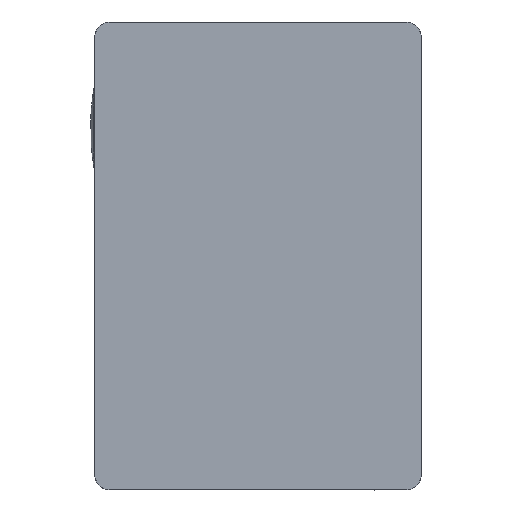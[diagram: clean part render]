
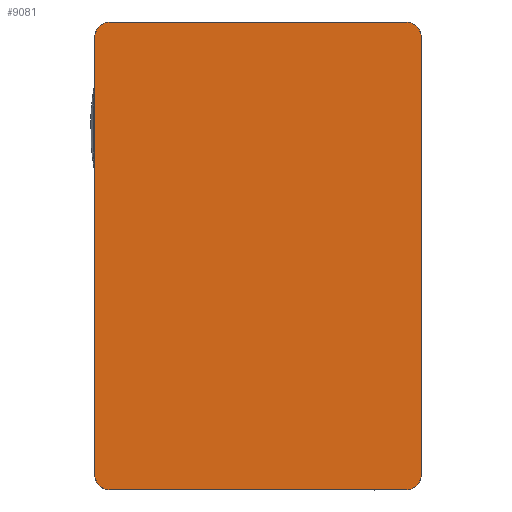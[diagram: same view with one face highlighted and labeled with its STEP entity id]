
A CAD part, front view. The second image highlights one B-rep face of the part: STEP entity #9081.
In plain terms, the highlighted planar face has unit normal (0, -1, 0).
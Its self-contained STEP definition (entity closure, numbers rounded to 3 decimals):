
#775=PLANE('',#9804);
#1407=FACE_OUTER_BOUND('',#1976,.T.);
#1976=EDGE_LOOP('',(#7007,#7008,#7009,#7010,#7011,#7012,#7013,#7014));
#2480=LINE('',#13526,#3165);
#2485=LINE('',#13534,#3170);
#2583=LINE('',#14612,#3268);
#2661=LINE('',#14986,#3346);
#3165=VECTOR('',#10325,1000.);
#3170=VECTOR('',#10332,1000.);
#3268=VECTOR('',#10506,1000.);
#3346=VECTOR('',#10872,1000.);
#3843=CIRCLE('',#9582,2.);
#3846=CIRCLE('',#9586,2.);
#3849=CIRCLE('',#9590,2.);
#3852=CIRCLE('',#9594,2.);
#4112=VERTEX_POINT('',#13336);
#4113=VERTEX_POINT('',#13338);
#4118=VERTEX_POINT('',#13358);
#4119=VERTEX_POINT('',#13360);
#4124=VERTEX_POINT('',#13380);
#4125=VERTEX_POINT('',#13382);
#4130=VERTEX_POINT('',#13402);
#4131=VERTEX_POINT('',#13404);
#4995=EDGE_CURVE('',#4113,#4112,#3843,.T.);
#5001=EDGE_CURVE('',#4119,#4118,#3846,.T.);
#5007=EDGE_CURVE('',#4125,#4124,#3849,.T.);
#5013=EDGE_CURVE('',#4131,#4130,#3852,.T.);
#5073=EDGE_CURVE('',#4125,#4130,#2480,.T.);
#5078=EDGE_CURVE('',#4112,#4131,#2485,.T.);
#5267=EDGE_CURVE('',#4118,#4113,#2583,.T.);
#5415=EDGE_CURVE('',#4119,#4124,#2661,.T.);
#7007=ORIENTED_EDGE('',*,*,#5415,.F.);
#7008=ORIENTED_EDGE('',*,*,#5001,.T.);
#7009=ORIENTED_EDGE('',*,*,#5267,.T.);
#7010=ORIENTED_EDGE('',*,*,#4995,.T.);
#7011=ORIENTED_EDGE('',*,*,#5078,.T.);
#7012=ORIENTED_EDGE('',*,*,#5013,.T.);
#7013=ORIENTED_EDGE('',*,*,#5073,.F.);
#7014=ORIENTED_EDGE('',*,*,#5007,.T.);
#9081=ADVANCED_FACE('',(#1407),#775,.F.);
#9582=AXIS2_PLACEMENT_3D('',#13339,#10203,#10204);
#9586=AXIS2_PLACEMENT_3D('',#13361,#10213,#10214);
#9590=AXIS2_PLACEMENT_3D('',#13383,#10223,#10224);
#9594=AXIS2_PLACEMENT_3D('',#13405,#10233,#10234);
#9804=AXIS2_PLACEMENT_3D('',#14985,#10870,#10871);
#10203=DIRECTION('center_axis',(0.,-1.,0.));
#10204=DIRECTION('ref_axis',(0.,0.,1.));
#10213=DIRECTION('center_axis',(0.,-1.,0.));
#10214=DIRECTION('ref_axis',(0.,0.,1.));
#10223=DIRECTION('center_axis',(0.,-1.,0.));
#10224=DIRECTION('ref_axis',(0.,0.,1.));
#10233=DIRECTION('center_axis',(0.,-1.,0.));
#10234=DIRECTION('ref_axis',(0.,0.,1.));
#10325=DIRECTION('',(1.,0.,0.));
#10332=DIRECTION('',(0.,0.,1.));
#10506=DIRECTION('',(1.,0.,0.));
#10870=DIRECTION('center_axis',(0.,1.,0.));
#10871=DIRECTION('ref_axis',(0.,0.,1.));
#10872=DIRECTION('',(0.,0.,1.));
#13336=CARTESIAN_POINT('',(0.,0.,-57.));
#13338=CARTESIAN_POINT('',(-2.,0.,-59.));
#13339=CARTESIAN_POINT('Origin',(-2.,0.,-57.));
#13358=CARTESIAN_POINT('',(-39.2,0.,-59.));
#13360=CARTESIAN_POINT('',(-41.2,0.,-57.));
#13361=CARTESIAN_POINT('Origin',(-39.2,0.,-57.));
#13380=CARTESIAN_POINT('',(-41.2,0.,-2.));
#13382=CARTESIAN_POINT('',(-39.2,0.,0.));
#13383=CARTESIAN_POINT('Origin',(-39.2,0.,-2.));
#13402=CARTESIAN_POINT('',(-2.,0.,0.));
#13404=CARTESIAN_POINT('',(0.,0.,-2.));
#13405=CARTESIAN_POINT('Origin',(-2.,0.,-2.));
#13526=CARTESIAN_POINT('',(0.,0.,0.));
#13534=CARTESIAN_POINT('',(0.,0.,0.));
#14612=CARTESIAN_POINT('',(0.,0.,-59.));
#14985=CARTESIAN_POINT('Origin',(-20.6,0.,-29.5));
#14986=CARTESIAN_POINT('',(-41.2,0.,0.));
